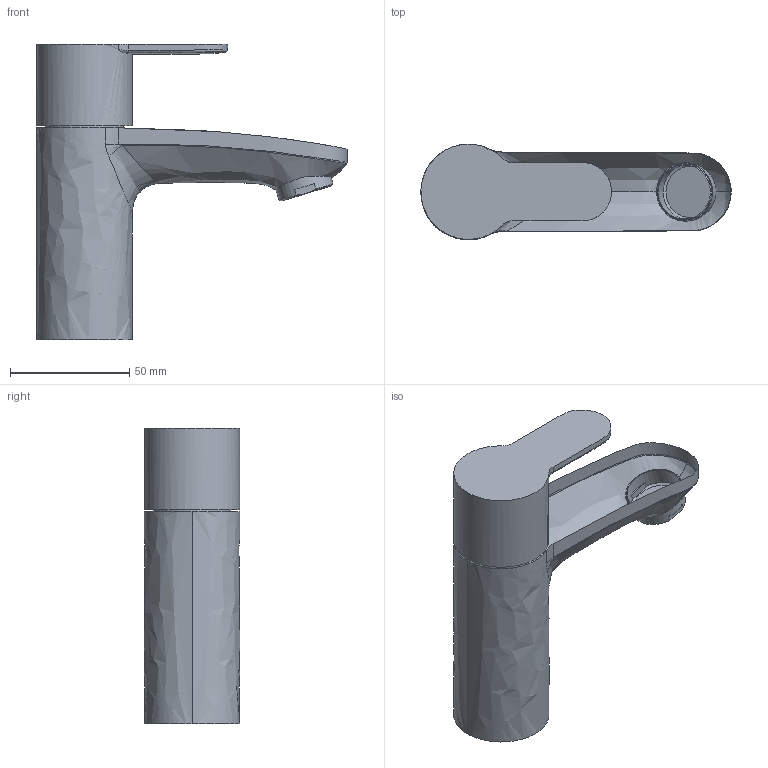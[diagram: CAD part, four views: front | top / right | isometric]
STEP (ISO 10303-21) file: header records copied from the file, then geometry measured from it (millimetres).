
FILE_DESCRIPTION(/* description */ ('Unknown'),/* implementation_level */ '2;1');
FILE_NAME(/* name */ '23039002',/* time_stamp */ '2022-09-07T15:30:04+02:00',/* author */ ('Unknown'),/* organization */ ('GROHE AG'),/* preprocessor_version */ 'ST-DEVELOPER v16.7',/* originating_system */ 'DEX',/* authorisation */ $);
FILE_SCHEMA (('AUTOMOTIVE_DESIGN {1 0 10303 214 3 1 1}'));
Length unit declared in the file: millimetre
Products named in the file (3): 23039002; id11; 100301_EuroStyleCosmo_PillarTap_Knob_Lob
Assembly tree (2 placements, depth 2):
  23039002
    id11
    100301_EuroStyleCosmo_PillarTap_Knob_Lob
Bounding box: 130.11 x 40 x 123.85 mm (x, y, z)
Surface area: 30560 mm2 (no closed solid volume)
Topology: 0 solids, 4 shells, 37 faces, 93 edges, 59 vertices
Faces by surface type: bspline 23, plane 9, cylinder 3, cone 2
Full cylindrical faces by diameter (mm): 23.6 x1, 24.5 x1, 32.5 x1
Entity records: 2986 total; most frequent: CARTESIAN_POINT 2267, ORIENTED_EDGE 154, EDGE_CURVE 81, DIRECTION 64, B_SPLINE_CURVE_WITH_KNOTS 62, VERTEX_POINT 54, EDGE_LOOP 45, FACE_BOUND 45
